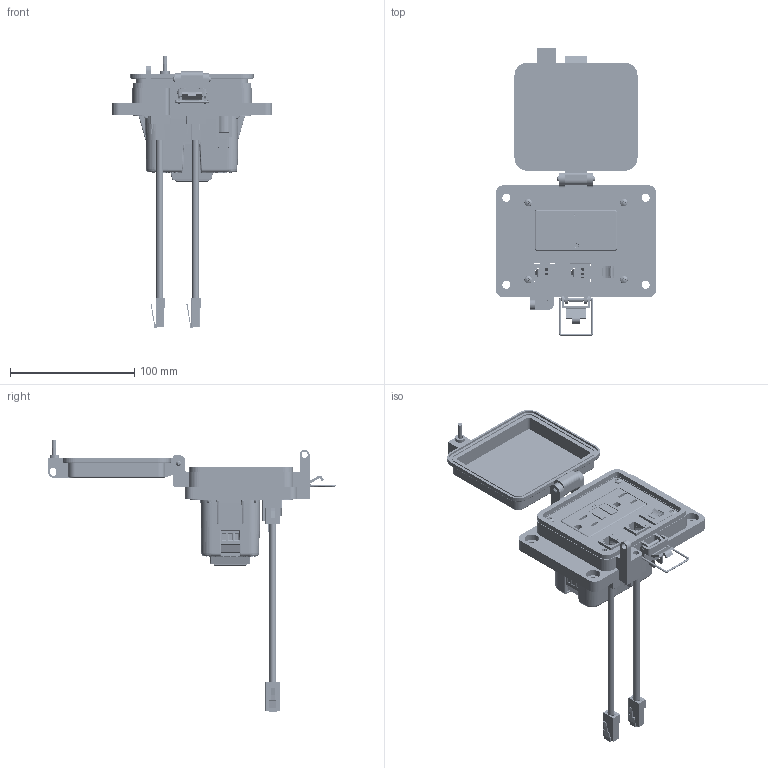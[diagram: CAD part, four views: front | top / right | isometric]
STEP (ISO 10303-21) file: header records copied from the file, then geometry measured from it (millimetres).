
FILE_DESCRIPTION (( 'STEP AP203' ), '1' );
FILE_NAME ('P-R13#2-K3RF3_3D.STEP', '2021-12-07T21:06:37', ( '' ), ( '' ), 'SwSTEP 2.0', 'SolidWorks 2019', '' );
FILE_SCHEMA (( 'CONFIG_CONTROL_DESIGN' ));
Length unit declared in the file: millimetre
Products named in the file (18): Z-300-RJ45CAT5; R13; Z-CB-SM; Z-200-OTLT-RIOF-15A; -K3; Z-200-OTLT-GFIH-15A_sheared; Z-020-3070; P-R13#2-K3RF3_BP180_1; P-R13#2-K3RF3_TP060_1; RF; CBX; P-R13#2-K3RF3_FP060_1; 92005A124_METRIC PAN HEAD PHILLIPS MACHINE SCREW_92005A124; P-R13#2-K3RF3_3D; Z-H-K3_B; Z-000-4243316TFP; Z-120-RIOF-SHELL
Assembly tree (22 placements, depth 4):
  P-R13#2-K3RF3_3D
    P-R13#2-K3RF3_BP180_1
    P-R13#2-K3RF3_TP060_1
    Z-000-4243316TFP
    P-R13#2-K3RF3_FP060_1
    R13
      Z-300-RJ45CAT5
      Z-020-3070
    R13
      Z-300-RJ45CAT5
      Z-020-3070
    CBX
      Z-CB-SM
    RF
      Z-200-OTLT-RIOF-15A
        Z-120-RIOF-SHELL
        Z-200-OTLT-GFIH-15A_sheared
    -K3
      Z-H-K3_B
    92005A124_METRIC PAN HEAD PHILLIPS MACHINE SCREW_92005A124  x4
Bounding box: 129 x 231.18 x 219.34 mm (x, y, z)
Volume: 319139.5 mm3; surface area: 205844.8 mm2
Topology: 48 solids, 54 shells, 6977 faces, 18401 edges, 11702 vertices
Faces by surface type: plane 3083, cylinder 2178, bspline 1446, cone 123, torus 89, sphere 58
Entity records: 238452 total; most frequent: CARTESIAN_POINT 108898, ORIENTED_EDGE 29486, DIRECTION 21859, EDGE_CURVE 14743, VERTEX_POINT 9331, LINE 8781, VECTOR 8781, AXIS2_PLACEMENT_3D 6539
